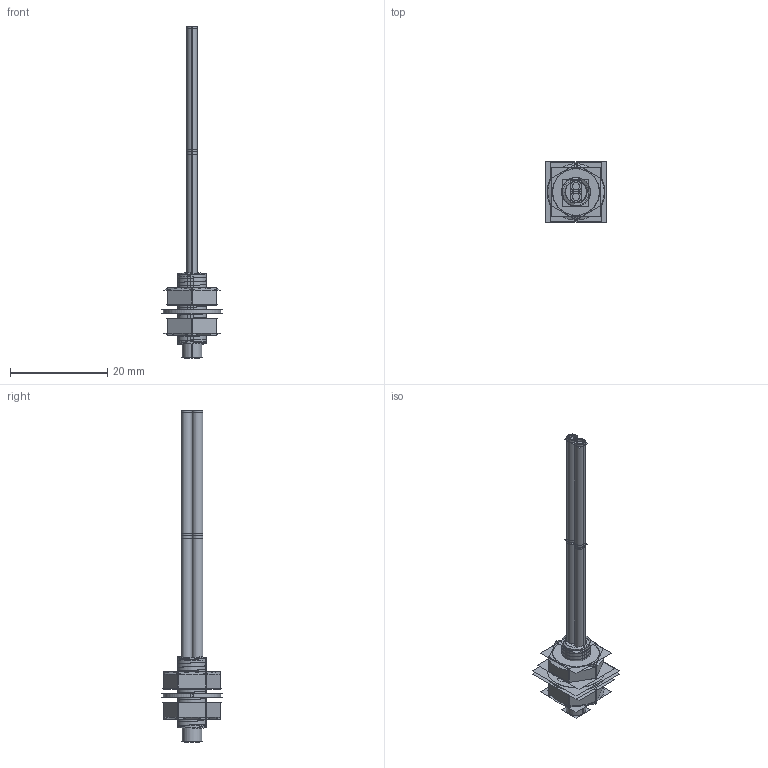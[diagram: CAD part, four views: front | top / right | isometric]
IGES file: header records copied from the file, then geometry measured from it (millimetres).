
Start section:  PTC IGES file: 161876.igs
Global section: file name: 161876.igs; native system: Creo Parametric by Parametric Technology Corporation; preprocessor: 2013230; author: pdmadmin; organization: Unknown; date: 20160105.122700; units: millimetre
Bounding box: 12.54 x 12.54 x 68.36 mm (x, y, z)
Volume: 848.4 mm3; surface area: 20379.4 mm2
Topology: 10 solids, 10 shells, 466 faces, 2418 edges, 3117 vertices
Faces by surface type: revolution 336, bspline 130
